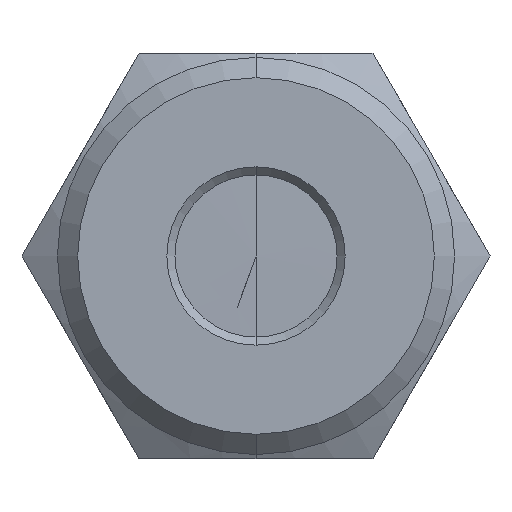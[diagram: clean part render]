
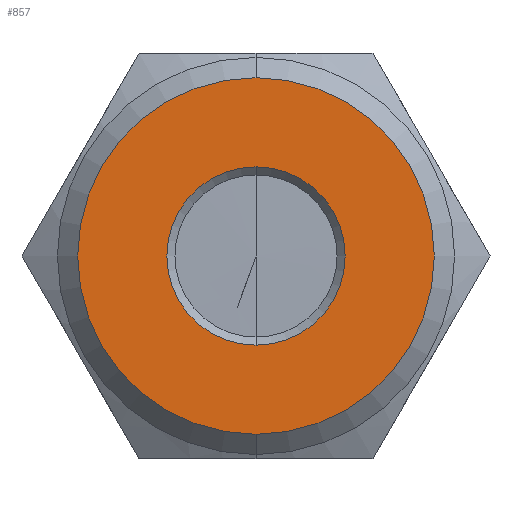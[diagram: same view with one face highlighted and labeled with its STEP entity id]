
A CAD part, front view. The second image highlights one B-rep face of the part: STEP entity #857.
In plain terms, the highlighted planar face has unit normal (0, -1, 0).
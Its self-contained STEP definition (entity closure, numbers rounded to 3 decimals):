
#43 = EDGE_CURVE ( 'NONE', #3265, #3262, #938, .T. ) ;
#44 = EDGE_CURVE ( 'NONE', #3278, #3281, #939, .T. ) ;
#71 = EDGE_CURVE ( 'NONE', #3262, #3265, #958, .T. ) ;
#87 = EDGE_CURVE ( 'NONE', #3281, #3278, #984, .T. ) ;
#202 = AXIS2_PLACEMENT_3D ( 'NONE', #355, #353, #350 ) ;
#203 = AXIS2_PLACEMENT_3D ( 'NONE', #346, #345, #344 ) ;
#280 = DIRECTION ( 'NONE',  ( 0., 0., -1. ) ) ;
#281 = DIRECTION ( 'NONE',  ( 0., 1., 0. ) ) ;
#282 = CARTESIAN_POINT ( 'NONE',  ( 0., -6.25, 0. ) ) ;
#335 = DIRECTION ( 'NONE',  ( 0., 0., 1. ) ) ;
#336 = DIRECTION ( 'NONE',  ( 0., -1., 0. ) ) ;
#337 = CARTESIAN_POINT ( 'NONE',  ( 0., -6.25, 0. ) ) ;
#344 = DIRECTION ( 'NONE',  ( 0., 0., -1. ) ) ;
#345 = DIRECTION ( 'NONE',  ( 0., 1., 0. ) ) ;
#346 = CARTESIAN_POINT ( 'NONE',  ( 0., -6.25, 0. ) ) ;
#350 = DIRECTION ( 'NONE',  ( 0., 0., 1. ) ) ;
#353 = DIRECTION ( 'NONE',  ( 0., -1., 0. ) ) ;
#355 = CARTESIAN_POINT ( 'NONE',  ( 0., -6.25, 0. ) ) ;
#492 = AXIS2_PLACEMENT_3D ( 'NONE', #337, #336, #335 ) ;
#499 = AXIS2_PLACEMENT_3D ( 'NONE', #282, #281, #280 ) ;
#857 = ADVANCED_FACE ( 'NONE', ( #2748, #2752 ), #2481, .T. ) ;
#938 = CIRCLE ( 'NONE', #202, 4.4 ) ;
#939 = CIRCLE ( 'NONE', #203, 2.2 ) ;
#958 = CIRCLE ( 'NONE', #492, 4.4 ) ;
#984 = CIRCLE ( 'NONE', #499, 2.2 ) ;
#2121 = AXIS2_PLACEMENT_3D ( 'NONE', #2488, #2489, #2490 ) ;
#2481 = PLANE ( 'NONE',  #2121 ) ;
#2488 = CARTESIAN_POINT ( 'NONE',  ( -4.9, -6.25, 0. ) ) ;
#2489 = DIRECTION ( 'NONE',  ( 0., -1., 0. ) ) ;
#2490 = DIRECTION ( 'NONE',  ( 0., 0., 1. ) ) ;
#2557 = CARTESIAN_POINT ( 'NONE',  ( 0., -6.25, -4.4 ) ) ;
#2611 = CARTESIAN_POINT ( 'NONE',  ( 0., -6.25, 4.4 ) ) ;
#2623 = CARTESIAN_POINT ( 'NONE',  ( 0., -6.25, -2.2 ) ) ;
#2626 = CARTESIAN_POINT ( 'NONE',  ( 0., -6.25, 2.2 ) ) ;
#2748 = FACE_OUTER_BOUND ( 'NONE', #2808, .T. ) ;
#2752 = FACE_BOUND ( 'NONE', #2800, .T. ) ;
#2800 = EDGE_LOOP ( 'NONE', ( #3173, #3174 ) ) ;
#2808 = EDGE_LOOP ( 'NONE', ( #3171, #3172 ) ) ;
#3171 = ORIENTED_EDGE ( 'NONE', *, *, #43, .T. ) ;
#3172 = ORIENTED_EDGE ( 'NONE', *, *, #71, .T. ) ;
#3173 = ORIENTED_EDGE ( 'NONE', *, *, #87, .T. ) ;
#3174 = ORIENTED_EDGE ( 'NONE', *, *, #44, .T. ) ;
#3262 = VERTEX_POINT ( 'NONE', #2611 ) ;
#3265 = VERTEX_POINT ( 'NONE', #2557 ) ;
#3278 = VERTEX_POINT ( 'NONE', #2623 ) ;
#3281 = VERTEX_POINT ( 'NONE', #2626 ) ;
